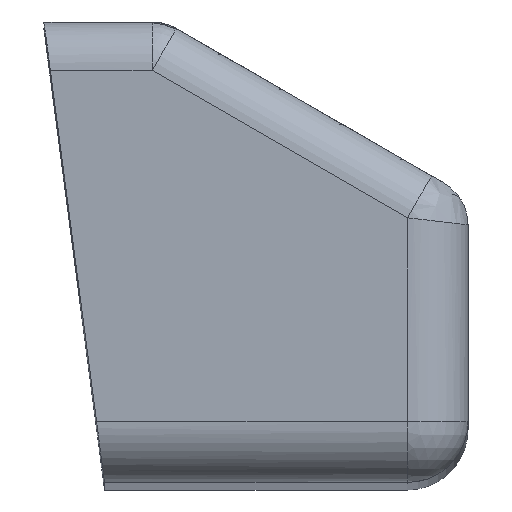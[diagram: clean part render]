
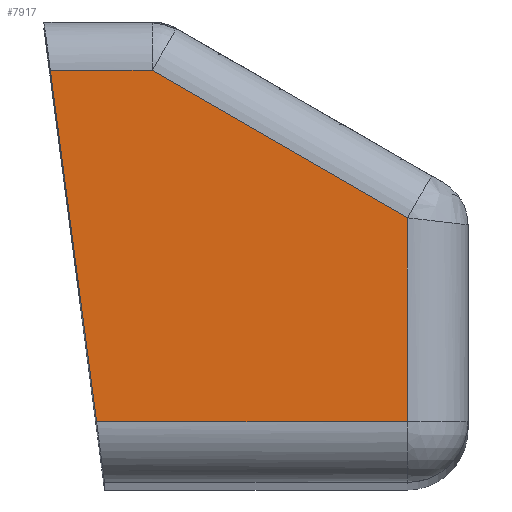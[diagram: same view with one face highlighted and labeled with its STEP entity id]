
A CAD part, top view. The second image highlights one B-rep face of the part: STEP entity #7917.
In plain terms, the highlighted planar face has unit normal (0, 0, 1).
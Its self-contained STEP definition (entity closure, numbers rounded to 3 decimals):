
#483 = CARTESIAN_POINT ( 'NONE',  ( 12.5, -14., 185. ) ) ;
#610 = CARTESIAN_POINT ( 'NONE',  ( -8.572, 15., 185. ) ) ;
#639 = EDGE_CURVE ( 'NONE', #3874, #8871, #5666, .T. ) ;
#865 = CARTESIAN_POINT ( 'NONE',  ( 0., 0., 185. ) ) ;
#1068 = VECTOR ( 'NONE', #6553, 1000. ) ;
#1224 = VERTEX_POINT ( 'NONE', #1821 ) ;
#1478 = PLANE ( 'NONE',  #3422 ) ;
#1587 = LINE ( 'NONE', #6627, #6883 ) ;
#1776 = VECTOR ( 'NONE', #7986, 1000. ) ;
#1821 = CARTESIAN_POINT ( 'NONE',  ( -13.158, -14., 185. ) ) ;
#2032 = EDGE_CURVE ( 'NONE', #1224, #8871, #5983, .T. ) ;
#2521 = VECTOR ( 'NONE', #2967, 1000. ) ;
#2840 = CARTESIAN_POINT ( 'NONE',  ( -17.5, 15., 185. ) ) ;
#2871 = LINE ( 'NONE', #7147, #2521 ) ;
#2967 = DIRECTION ( 'NONE',  ( 1., 0., 0. ) ) ;
#3396 = ORIENTED_EDGE ( 'NONE', *, *, #639, .T. ) ;
#3422 = AXIS2_PLACEMENT_3D ( 'NONE', #865, #3705, #8725 ) ;
#3470 = EDGE_LOOP ( 'NONE', ( #7175, #7703, #3396, #4348, #8010 ) ) ;
#3510 = EDGE_CURVE ( 'NONE', #1224, #4463, #2871, .T. ) ;
#3705 = DIRECTION ( 'NONE',  ( 0., 0., 1. ) ) ;
#3874 = VERTEX_POINT ( 'NONE', #610 ) ;
#4348 = ORIENTED_EDGE ( 'NONE', *, *, #2032, .F. ) ;
#4463 = VERTEX_POINT ( 'NONE', #483 ) ;
#5288 = CARTESIAN_POINT ( 'NONE',  ( -16.974, 15., 185. ) ) ;
#5666 = LINE ( 'NONE', #2840, #1068 ) ;
#5823 = DIRECTION ( 'NONE',  ( -0.866, 0.5, 0. ) ) ;
#5983 = LINE ( 'NONE', #8891, #7751 ) ;
#6553 = DIRECTION ( 'NONE',  ( -1., 0., 0. ) ) ;
#6627 = CARTESIAN_POINT ( 'NONE',  ( -2.572, 11.536, 185. ) ) ;
#6635 = CARTESIAN_POINT ( 'NONE',  ( 12.5, 4.566, 185. ) ) ;
#6644 = DIRECTION ( 'NONE',  ( -0.13, 0.991, 0. ) ) ;
#6883 = VECTOR ( 'NONE', #5823, 1000. ) ;
#7147 = CARTESIAN_POINT ( 'NONE',  ( 17.5, -14., 185. ) ) ;
#7172 = CARTESIAN_POINT ( 'NONE',  ( 12.5, 2.834, 185. ) ) ;
#7175 = ORIENTED_EDGE ( 'NONE', *, *, #9246, .T. ) ;
#7703 = ORIENTED_EDGE ( 'NONE', *, *, #7741, .T. ) ;
#7741 = EDGE_CURVE ( 'NONE', #8629, #3874, #1587, .T. ) ;
#7751 = VECTOR ( 'NONE', #6644, 1000. ) ;
#7917 = ADVANCED_FACE ( 'NONE', ( #8772 ), #1478, .T. ) ;
#7940 = LINE ( 'NONE', #6635, #1776 ) ;
#7986 = DIRECTION ( 'NONE',  ( 0., 1., 0. ) ) ;
#8010 = ORIENTED_EDGE ( 'NONE', *, *, #3510, .T. ) ;
#8629 = VERTEX_POINT ( 'NONE', #7172 ) ;
#8725 = DIRECTION ( 'NONE',  ( 1., 0., 0. ) ) ;
#8772 = FACE_OUTER_BOUND ( 'NONE', #3470, .T. ) ;
#8871 = VERTEX_POINT ( 'NONE', #5288 ) ;
#8891 = CARTESIAN_POINT ( 'NONE',  ( -14.745, -1.94, 185. ) ) ;
#9246 = EDGE_CURVE ( 'NONE', #4463, #8629, #7940, .T. ) ;
